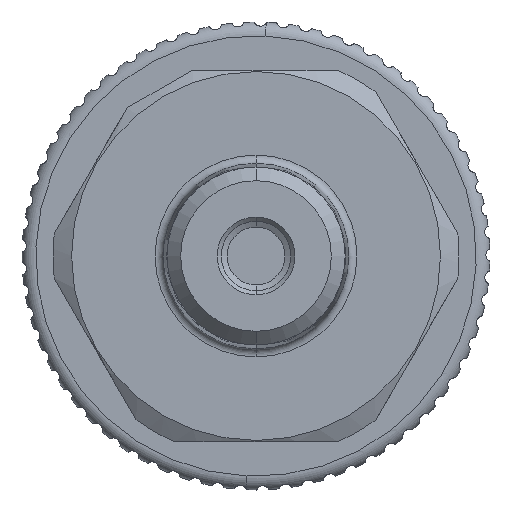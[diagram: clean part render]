
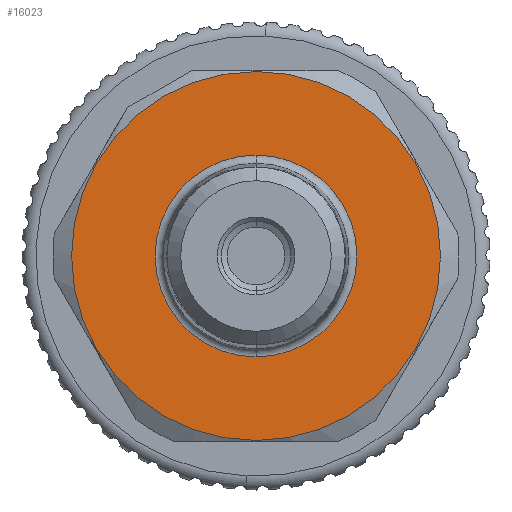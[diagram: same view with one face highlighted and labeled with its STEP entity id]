
A CAD part, front view. The second image highlights one B-rep face of the part: STEP entity #16023.
In plain terms, the highlighted face is planar.
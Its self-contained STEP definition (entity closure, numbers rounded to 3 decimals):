
#404 = CIRCLE ( 'NONE', #1451, 7.333 ) ;
#968 = PLANE ( 'NONE',  #4688 ) ;
#1451 = AXIS2_PLACEMENT_3D ( 'NONE', #8522, #8517, #8478 ) ;
#2021 = CARTESIAN_POINT ( 'NONE',  ( 33.5, 0., 7.333 ) ) ;
#2257 = EDGE_CURVE ( 'NONE', #14591, #17055, #404, .T. ) ;
#2703 = CARTESIAN_POINT ( 'NONE',  ( 33.5, 0., 0. ) ) ;
#3514 = DIRECTION ( 'NONE',  ( 0., 0., 1. ) ) ;
#3516 = DIRECTION ( 'NONE',  ( -1., 0., 0. ) ) ;
#3535 = CARTESIAN_POINT ( 'NONE',  ( 33.5, 0., 0. ) ) ;
#4688 = AXIS2_PLACEMENT_3D ( 'NONE', #2703, #14989, #6031 ) ;
#5679 = EDGE_CURVE ( 'NONE', #17055, #14591, #8981, .T. ) ;
#6031 = DIRECTION ( 'NONE',  ( 0., 0., -1. ) ) ;
#6863 = AXIS2_PLACEMENT_3D ( 'NONE', #3535, #3516, #3514 ) ;
#7004 = EDGE_CURVE ( 'NONE', #10454, #13622, #12610, .T. ) ;
#8478 = DIRECTION ( 'NONE',  ( 0., 0., 1. ) ) ;
#8517 = DIRECTION ( 'NONE',  ( -1., 0., 0. ) ) ;
#8522 = CARTESIAN_POINT ( 'NONE',  ( 33.5, 0., 0. ) ) ;
#8981 = CIRCLE ( 'NONE', #15768, 7.333 ) ;
#9239 = EDGE_CURVE ( 'NONE', #13622, #10454, #15372, .T. ) ;
#10037 = CARTESIAN_POINT ( 'NONE',  ( 33.5, 0., 0. ) ) ;
#10104 = DIRECTION ( 'NONE',  ( 0., 0., 1. ) ) ;
#10239 = DIRECTION ( 'NONE',  ( -1., 0., 0. ) ) ;
#10454 = VERTEX_POINT ( 'NONE', #10674 ) ;
#10463 = EDGE_LOOP ( 'NONE', ( #13782, #18834 ) ) ;
#10674 = CARTESIAN_POINT ( 'NONE',  ( 33.5, 0., 13.4 ) ) ;
#12142 = AXIS2_PLACEMENT_3D ( 'NONE', #13438, #13371, #13311 ) ;
#12414 = ORIENTED_EDGE ( 'NONE', *, *, #5679, .T. ) ;
#12610 = CIRCLE ( 'NONE', #12142, 13.4 ) ;
#13311 = DIRECTION ( 'NONE',  ( 0., 0., 1. ) ) ;
#13371 = DIRECTION ( 'NONE',  ( -1., 0., 0. ) ) ;
#13438 = CARTESIAN_POINT ( 'NONE',  ( 33.5, 0., 0. ) ) ;
#13622 = VERTEX_POINT ( 'NONE', #16900 ) ;
#13782 = ORIENTED_EDGE ( 'NONE', *, *, #7004, .F. ) ;
#14591 = VERTEX_POINT ( 'NONE', #2021 ) ;
#14666 = CARTESIAN_POINT ( 'NONE',  ( 33.5, 0., -7.333 ) ) ;
#14989 = DIRECTION ( 'NONE',  ( 1., 0., 0. ) ) ;
#15372 = CIRCLE ( 'NONE', #6863, 13.4 ) ;
#15694 = EDGE_LOOP ( 'NONE', ( #17515, #12414 ) ) ;
#15768 = AXIS2_PLACEMENT_3D ( 'NONE', #10037, #10239, #10104 ) ;
#16023 = ADVANCED_FACE ( 'NONE', ( #18106, #18268 ), #968, .T. ) ;
#16900 = CARTESIAN_POINT ( 'NONE',  ( 33.5, 0., -13.4 ) ) ;
#17055 = VERTEX_POINT ( 'NONE', #14666 ) ;
#17515 = ORIENTED_EDGE ( 'NONE', *, *, #2257, .T. ) ;
#18106 = FACE_BOUND ( 'NONE', #15694, .T. ) ;
#18268 = FACE_OUTER_BOUND ( 'NONE', #10463, .T. ) ;
#18834 = ORIENTED_EDGE ( 'NONE', *, *, #9239, .F. ) ;
